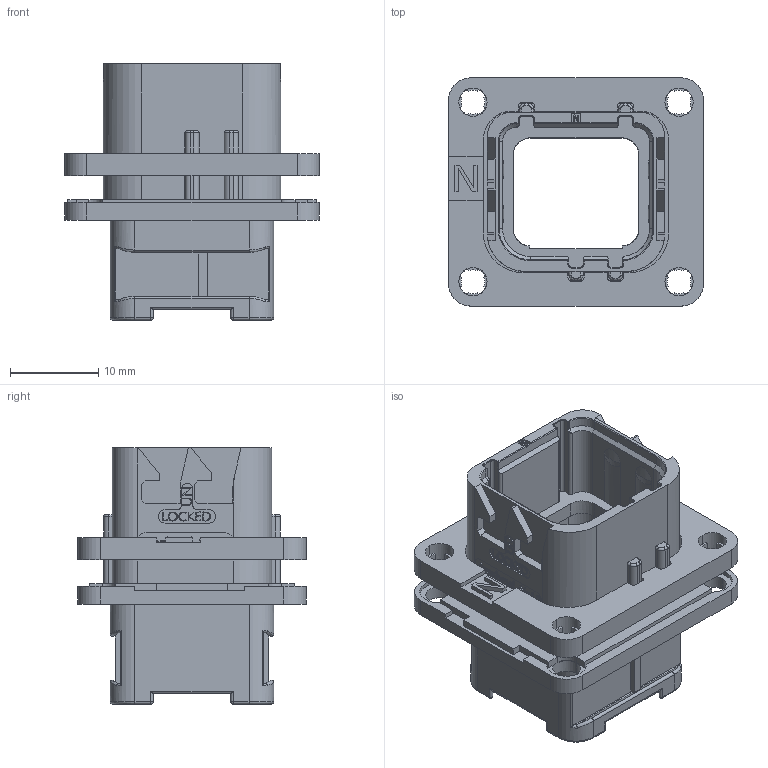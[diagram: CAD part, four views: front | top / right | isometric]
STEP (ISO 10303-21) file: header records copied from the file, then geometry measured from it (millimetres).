
FILE_DESCRIPTION((''),'2;1');
FILE_NAME('SIM2B24N120','2019-10-21T',('presta_be4'),(''),'CREO PARAMETRIC BY PTC INC, 2018360','CREO PARAMETRIC BY PTC INC, 2018360','');
FILE_SCHEMA(('CONFIG_CONTROL_DESIGN'));
Length unit declared in the file: millimetre
Products named in the file (1): SIM2B24N120
Bounding box: 28.8 x 25.8 x 28.97 mm (x, y, z)
Volume: 4990.5 mm3; surface area: 6458.2 mm2
Topology: 2 solids, 2 shells, 1606 faces, 4428 edges, 2885 vertices
Faces by surface type: plane 669, extrusion 608, cylinder 225, torus 44, bspline 28, sphere 24, cone 8
Entity records: 54145 total; most frequent: CARTESIAN_POINT 15603, ORIENTED_EDGE 8840, DIRECTION 6120, EDGE_CURVE 4420, VECTOR 3134, VERTEX_POINT 2885, LINE 2526, B_SPLINE_CURVE_WITH_KNOTS 1979
